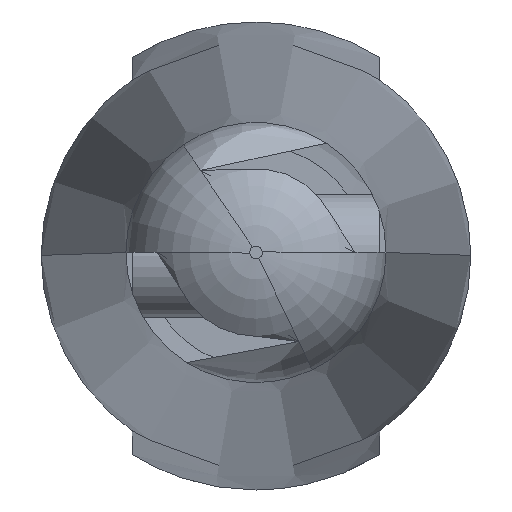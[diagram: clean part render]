
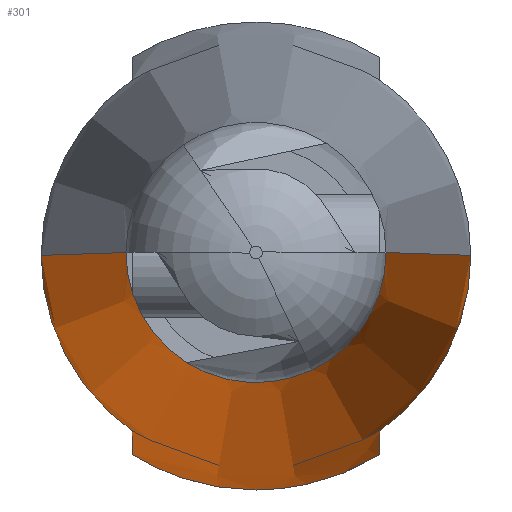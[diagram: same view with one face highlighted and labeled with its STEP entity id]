
A CAD part, top view. The second image highlights one B-rep face of the part: STEP entity #301.
In plain terms, the highlighted conical face has half-angle 3 degrees and reference radius 5 mm.
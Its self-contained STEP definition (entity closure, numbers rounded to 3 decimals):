
#5 = CARTESIAN_POINT ( 'NONE',  ( 2.068, -9.299, 5.262 ) ) ;
#9 = DIRECTION ( 'NONE',  ( 1., 0., 0. ) ) ;
#42 = CARTESIAN_POINT ( 'NONE',  ( -4.983, -8.019, 5.26 ) ) ;
#50 = AXIS2_PLACEMENT_3D ( 'NONE', #272, #344, #9 ) ;
#56 = AXIS2_PLACEMENT_3D ( 'NONE', #613, #377, #101 ) ;
#67 = DIRECTION ( 'NONE',  ( 0., 0., 1. ) ) ;
#68 = B_SPLINE_CURVE_WITH_KNOTS ( 'NONE', 5,
 ( #647, #695, #592, #481, #77, #187 ),
 .UNSPECIFIED., .F., .F.,
 ( 6, 6 ),
 ( 0., 20.882 ),
 .UNSPECIFIED. ) ;
#77 = CARTESIAN_POINT ( 'NONE',  ( -5., -7.826, 8.208 ) ) ;
#83 = EDGE_CURVE ( 'NONE', #331, #369, #625, .T. ) ;
#84 = CARTESIAN_POINT ( 'NONE',  ( -3.076, -9.016, 5.262 ) ) ;
#94 = CARTESIAN_POINT ( 'NONE',  ( 5.248, 0., 85.262 ) ) ;
#95 = B_SPLINE_CURVE_WITH_KNOTS ( 'NONE', 5,
 ( #634, #626, #166, #5, #218, #575 ),
 .UNSPECIFIED., .F., .F.,
 ( 6, 6 ),
 ( 0.071, 3.735 ),
 .UNSPECIFIED. ) ;
#98 = EDGE_CURVE ( 'NONE', #116, #480, #651, .T. ) ;
#99 = ORIENTED_EDGE ( 'NONE', *, *, #610, .F. ) ;
#101 = DIRECTION ( 'NONE',  ( 1., 0., 0. ) ) ;
#104 = ORIENTED_EDGE ( 'NONE', *, *, #389, .F. ) ;
#106 = VERTEX_POINT ( 'NONE', #296 ) ;
#108 = CIRCLE ( 'NONE', #50, 5.248 ) ;
#116 = VERTEX_POINT ( 'NONE', #340 ) ;
#127 = CARTESIAN_POINT ( 'NONE',  ( 4.932, -8.05, 5.262 ) ) ;
#135 = CARTESIAN_POINT ( 'NONE',  ( 0., -9.441, 5.262 ) ) ;
#140 = VERTEX_POINT ( 'NONE', #231 ) ;
#142 = CARTESIAN_POINT ( 'NONE',  ( -4.915, -8.061, 5.262 ) ) ;
#146 = CARTESIAN_POINT ( 'NONE',  ( 7.358, 0., 45. ) ) ;
#152 = EDGE_CURVE ( 'NONE', #528, #480, #329, .T. ) ;
#155 = B_SPLINE_CURVE_WITH_KNOTS ( 'NONE', 5,
 ( #663, #602, #337, #719, #127, #343 ),
 .UNSPECIFIED., .F., .F.,
 ( 6, 6 ),
 ( 0., 0.071 ),
 .UNSPECIFIED. ) ;
#156 = CARTESIAN_POINT ( 'NONE',  ( 5., -7.457, 14.104 ) ) ;
#166 = CARTESIAN_POINT ( 'NONE',  ( 3.076, -9.016, 5.262 ) ) ;
#182 = DIRECTION ( 'NONE',  ( 0., 0., -1. ) ) ;
#187 = CARTESIAN_POINT ( 'NONE',  ( -5., -8.008, 5.26 ) ) ;
#191 = LINE ( 'NONE', #359, #332 ) ;
#192 = ORIENTED_EDGE ( 'NONE', *, *, #152, .F. ) ;
#195 = CARTESIAN_POINT ( 'NONE',  ( 5., -7.081, 20. ) ) ;
#201 = CARTESIAN_POINT ( 'NONE',  ( 5., -8.008, 5.26 ) ) ;
#218 = CARTESIAN_POINT ( 'NONE',  ( 1.034, -9.441, 5.262 ) ) ;
#228 = ORIENTED_EDGE ( 'NONE', *, *, #505, .F. ) ;
#231 = CARTESIAN_POINT ( 'NONE',  ( 5., -7.081, 20. ) ) ;
#239 = CARTESIAN_POINT ( 'NONE',  ( 0., 0., 85.262 ) ) ;
#256 = ORIENTED_EDGE ( 'NONE', *, *, #444, .F. ) ;
#258 = CIRCLE ( 'NONE', #56, 8.669 ) ;
#272 = CARTESIAN_POINT ( 'NONE',  ( 0., 0., 85.262 ) ) ;
#275 = DIRECTION ( 'NONE',  ( 1., 0., 0. ) ) ;
#281 = EDGE_CURVE ( 'NONE', #513, #528, #108, .T. ) ;
#282 = CARTESIAN_POINT ( 'NONE',  ( 0., 0., 20. ) ) ;
#296 = CARTESIAN_POINT ( 'NONE',  ( -8.669, 0., 20. ) ) ;
#298 = CIRCLE ( 'NONE', #556, 8.669 ) ;
#300 = CARTESIAN_POINT ( 'NONE',  ( -4.032, -8.599, 5.262 ) ) ;
#301 = ADVANCED_FACE ( 'NONE', ( #469 ), #652, .T. ) ;
#303 = ORIENTED_EDGE ( 'NONE', *, *, #314, .T. ) ;
#310 = ORIENTED_EDGE ( 'NONE', *, *, #83, .F. ) ;
#314 = EDGE_CURVE ( 'NONE', #531, #369, #68, .T. ) ;
#329 = CIRCLE ( 'NONE', #622, 5.248 ) ;
#330 = B_SPLINE_CURVE_WITH_KNOTS ( 'NONE', 5,
 ( #195, #667, #156, #497, #723, #201 ),
 .UNSPECIFIED., .F., .F.,
 ( 6, 6 ),
 ( 0., 20.882 ),
 .UNSPECIFIED. ) ;
#331 = VERTEX_POINT ( 'NONE', #142 ) ;
#332 = VECTOR ( 'NONE', #642, 1000. ) ;
#337 = CARTESIAN_POINT ( 'NONE',  ( 4.966, -8.03, 5.26 ) ) ;
#340 = CARTESIAN_POINT ( 'NONE',  ( 8.669, 0., 20. ) ) ;
#343 = CARTESIAN_POINT ( 'NONE',  ( 4.915, -8.061, 5.262 ) ) ;
#344 = DIRECTION ( 'NONE',  ( 0., 0., 1. ) ) ;
#351 = DIRECTION ( 'NONE',  ( 1., 0., 0. ) ) ;
#357 = VERTEX_POINT ( 'NONE', #635 ) ;
#359 = CARTESIAN_POINT ( 'NONE',  ( -7.358, 0., 45. ) ) ;
#361 = ORIENTED_EDGE ( 'NONE', *, *, #98, .T. ) ;
#362 = VERTEX_POINT ( 'NONE', #668 ) ;
#363 = DIRECTION ( 'NONE',  ( -0.052, 0., 0.999 ) ) ;
#369 = VERTEX_POINT ( 'NONE', #491 ) ;
#377 = DIRECTION ( 'NONE',  ( 0., 0., 1. ) ) ;
#379 = EDGE_CURVE ( 'NONE', #357, #362, #155, .T. ) ;
#385 = ORIENTED_EDGE ( 'NONE', *, *, #379, .F. ) ;
#388 = EDGE_LOOP ( 'NONE', ( #310, #104, #99, #385, #228, #464, #361, #192, #510, #256, #443, #303 ) ) ;
#389 = EDGE_CURVE ( 'NONE', #447, #331, #545, .T. ) ;
#421 = CARTESIAN_POINT ( 'NONE',  ( -4.915, -8.061, 5.262 ) ) ;
#429 = CARTESIAN_POINT ( 'NONE',  ( -4.932, -8.05, 5.262 ) ) ;
#439 = CARTESIAN_POINT ( 'NONE',  ( -5., -7.081, 20. ) ) ;
#443 = ORIENTED_EDGE ( 'NONE', *, *, #674, .T. ) ;
#444 = EDGE_CURVE ( 'NONE', #106, #513, #191, .T. ) ;
#447 = VERTEX_POINT ( 'NONE', #135 ) ;
#464 = ORIENTED_EDGE ( 'NONE', *, *, #485, .T. ) ;
#469 = FACE_OUTER_BOUND ( 'NONE', #388, .T. ) ;
#480 = VERTEX_POINT ( 'NONE', #94 ) ;
#481 = CARTESIAN_POINT ( 'NONE',  ( -5., -7.643, 11.156 ) ) ;
#485 = EDGE_CURVE ( 'NONE', #140, #116, #258, .T. ) ;
#486 = CARTESIAN_POINT ( 'NONE',  ( -5., -8.008, 5.26 ) ) ;
#491 = CARTESIAN_POINT ( 'NONE',  ( -5., -8.008, 5.26 ) ) ;
#497 = CARTESIAN_POINT ( 'NONE',  ( 5., -7.643, 11.156 ) ) ;
#503 = CARTESIAN_POINT ( 'NONE',  ( -5.248, 0., 85.262 ) ) ;
#505 = EDGE_CURVE ( 'NONE', #140, #357, #330, .T. ) ;
#510 = ORIENTED_EDGE ( 'NONE', *, *, #281, .F. ) ;
#513 = VERTEX_POINT ( 'NONE', #503 ) ;
#515 = DIRECTION ( 'NONE',  ( 1., 0., 0. ) ) ;
#517 = AXIS2_PLACEMENT_3D ( 'NONE', #701, #182, #351 ) ;
#528 = VERTEX_POINT ( 'NONE', #727 ) ;
#531 = VERTEX_POINT ( 'NONE', #439 ) ;
#542 = CARTESIAN_POINT ( 'NONE',  ( -4.966, -8.029, 5.26 ) ) ;
#543 = CARTESIAN_POINT ( 'NONE',  ( -4.915, -8.061, 5.262 ) ) ;
#545 = B_SPLINE_CURVE_WITH_KNOTS ( 'NONE', 5,
 ( #708, #598, #573, #84, #300, #543 ),
 .UNSPECIFIED., .F., .F.,
 ( 6, 6 ),
 ( -3.735, -0.071 ),
 .UNSPECIFIED. ) ;
#556 = AXIS2_PLACEMENT_3D ( 'NONE', #282, #571, #515 ) ;
#571 = DIRECTION ( 'NONE',  ( 0., 0., 1. ) ) ;
#573 = CARTESIAN_POINT ( 'NONE',  ( -2.068, -9.299, 5.262 ) ) ;
#575 = CARTESIAN_POINT ( 'NONE',  ( 0., -9.441, 5.262 ) ) ;
#592 = CARTESIAN_POINT ( 'NONE',  ( -5., -7.457, 14.104 ) ) ;
#597 = CARTESIAN_POINT ( 'NONE',  ( -4.949, -8.04, 5.262 ) ) ;
#598 = CARTESIAN_POINT ( 'NONE',  ( -1.034, -9.441, 5.262 ) ) ;
#602 = CARTESIAN_POINT ( 'NONE',  ( 4.983, -8.019, 5.26 ) ) ;
#610 = EDGE_CURVE ( 'NONE', #362, #447, #95, .T. ) ;
#613 = CARTESIAN_POINT ( 'NONE',  ( 0., 0., 20. ) ) ;
#621 = VECTOR ( 'NONE', #363, 1000. ) ;
#622 = AXIS2_PLACEMENT_3D ( 'NONE', #239, #67, #275 ) ;
#625 = B_SPLINE_CURVE_WITH_KNOTS ( 'NONE', 5,
 ( #421, #429, #597, #542, #42, #486 ),
 .UNSPECIFIED., .F., .F.,
 ( 6, 6 ),
 ( -0.071, 0. ),
 .UNSPECIFIED. ) ;
#626 = CARTESIAN_POINT ( 'NONE',  ( 4.032, -8.599, 5.262 ) ) ;
#634 = CARTESIAN_POINT ( 'NONE',  ( 4.915, -8.061, 5.262 ) ) ;
#635 = CARTESIAN_POINT ( 'NONE',  ( 5., -8.008, 5.26 ) ) ;
#642 = DIRECTION ( 'NONE',  ( 0.052, 0., 0.999 ) ) ;
#647 = CARTESIAN_POINT ( 'NONE',  ( -5., -7.081, 20. ) ) ;
#651 = LINE ( 'NONE', #146, #621 ) ;
#652 = CONICAL_SURFACE ( 'NONE', #517, 5., 0.052 ) ;
#663 = CARTESIAN_POINT ( 'NONE',  ( 5., -8.008, 5.26 ) ) ;
#667 = CARTESIAN_POINT ( 'NONE',  ( 5., -7.27, 17.052 ) ) ;
#668 = CARTESIAN_POINT ( 'NONE',  ( 4.915, -8.061, 5.262 ) ) ;
#674 = EDGE_CURVE ( 'NONE', #106, #531, #298, .T. ) ;
#695 = CARTESIAN_POINT ( 'NONE',  ( -5., -7.27, 17.052 ) ) ;
#701 = CARTESIAN_POINT ( 'NONE',  ( 0., 0., 90. ) ) ;
#708 = CARTESIAN_POINT ( 'NONE',  ( 0., -9.441, 5.262 ) ) ;
#719 = CARTESIAN_POINT ( 'NONE',  ( 4.949, -8.04, 5.262 ) ) ;
#723 = CARTESIAN_POINT ( 'NONE',  ( 5., -7.826, 8.208 ) ) ;
#727 = CARTESIAN_POINT ( 'NONE',  ( 2.268, -4.733, 85.262 ) ) ;
